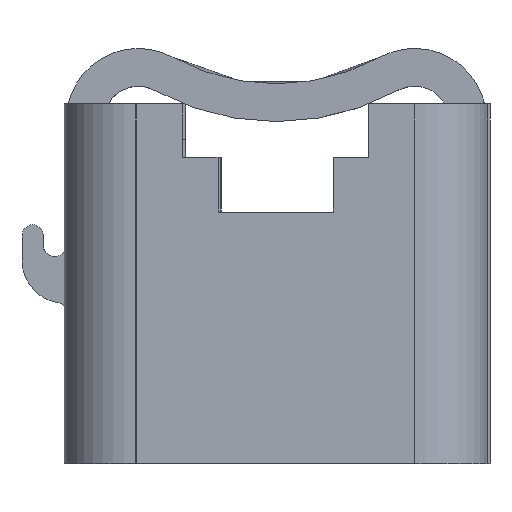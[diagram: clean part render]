
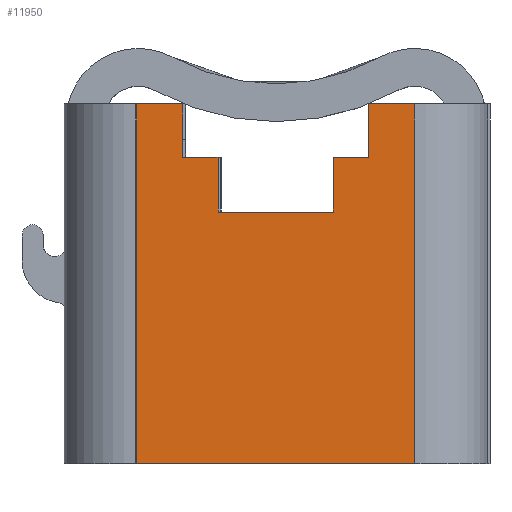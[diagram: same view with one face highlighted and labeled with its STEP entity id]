
A CAD part, left-side view. The second image highlights one B-rep face of the part: STEP entity #11950.
In plain terms, the highlighted face is planar.
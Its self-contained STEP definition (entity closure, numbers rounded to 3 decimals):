
#2330=CARTESIAN_POINT('',(-5.25,-10.,17.3));
#2340=VERTEX_POINT('',#2330);
#2490=CARTESIAN_POINT('',(-3.25,-10.,17.3));
#2500=VERTEX_POINT('',#2490);
#2530=CARTESIAN_POINT('',(0.,-10.,17.3));
#2540=DIRECTION('',(1.,0.,0.));
#2550=VECTOR('',#2540,1.);
#2560=LINE('',#2530,#2550);
#2570=EDGE_CURVE('',#2340,#2500,#2560,.T.);
#4360=CARTESIAN_POINT('',(-5.25,-10.,20.3));
#4370=VERTEX_POINT('',#4360);
#4400=CARTESIAN_POINT('',(0.,-10.,20.3));
#4410=DIRECTION('',(-1.,0.,0.));
#4420=VECTOR('',#4410,1.);
#4430=LINE('',#4400,#4420);
#4440=CARTESIAN_POINT('',(-7.875,-10.,20.3));
#4450=VERTEX_POINT('',#4440);
#4460=EDGE_CURVE('',#4370,#4450,#4430,.T.);
#7400=CARTESIAN_POINT('',(-7.875,-10.,0.));
#7410=VERTEX_POINT('',#7400);
#7530=CARTESIAN_POINT('',(-7.875,-10.,20.3));
#7540=DIRECTION('',(0.,0.,-1.));
#7550=VECTOR('',#7540,1.);
#7560=LINE('',#7530,#7550);
#7570=EDGE_CURVE('',#4450,#7410,#7560,.T.);
#7740=CARTESIAN_POINT('',(7.875,-10.,20.3));
#7750=DIRECTION('',(0.,0.,-1.));
#7760=VECTOR('',#7750,1.);
#7770=LINE('',#7740,#7760);
#7780=CARTESIAN_POINT('',(7.875,-10.,20.3));
#7790=VERTEX_POINT('',#7780);
#7800=CARTESIAN_POINT('',(7.875,-10.,0.));
#7810=VERTEX_POINT('',#7800);
#7820=EDGE_CURVE('',#7790,#7810,#7770,.T.);
#8250=CARTESIAN_POINT('',(5.25,-10.,20.3));
#8260=VERTEX_POINT('',#8250);
#8380=CARTESIAN_POINT('',(0.,-10.,20.3));
#8390=DIRECTION('',(-1.,0.,0.));
#8400=VECTOR('',#8390,1.);
#8410=LINE('',#8380,#8400);
#8420=EDGE_CURVE('',#7790,#8260,#8410,.T.);
#11330=CARTESIAN_POINT('',(-8.,-10.,20.3));
#11340=DIRECTION('',(0.,1.,0.));
#11350=DIRECTION('',(0.,0.,1.));
#11360=AXIS2_PLACEMENT_3D('',#11330,#11340,#11350);
#11370=PLANE('',#11360);
#11380=ORIENTED_EDGE('',*,*,#4460,.T.);
#11390=CARTESIAN_POINT('',(-5.25,-10.,17.3));
#11400=DIRECTION('',(0.,0.,1.));
#11410=VECTOR('',#11400,1.);
#11420=LINE('',#11390,#11410);
#11430=EDGE_CURVE('',#2340,#4370,#11420,.T.);
#11440=ORIENTED_EDGE('',*,*,#11430,.T.);
#11450=ORIENTED_EDGE('',*,*,#2570,.F.);
#11460=CARTESIAN_POINT('',(-3.25,-10.,14.2));
#11470=DIRECTION('',(0.,0.,1.));
#11480=VECTOR('',#11470,1.);
#11490=LINE('',#11460,#11480);
#11500=CARTESIAN_POINT('',(-3.25,-10.,14.2));
#11510=VERTEX_POINT('',#11500);
#11520=EDGE_CURVE('',#11510,#2500,#11490,.T.);
#11530=ORIENTED_EDGE('',*,*,#11520,.T.);
#11540=CARTESIAN_POINT('',(0.,-10.,14.2));
#11550=DIRECTION('',(1.,0.,0.));
#11560=VECTOR('',#11550,1.);
#11570=LINE('',#11540,#11560);
#11580=CARTESIAN_POINT('',(3.25,-10.,14.2));
#11590=VERTEX_POINT('',#11580);
#11600=EDGE_CURVE('',#11510,#11590,#11570,.T.);
#11610=ORIENTED_EDGE('',*,*,#11600,.F.);
#11620=CARTESIAN_POINT('',(3.25,-10.,14.2));
#11630=DIRECTION('',(0.,0.,1.));
#11640=VECTOR('',#11630,1.);
#11650=LINE('',#11620,#11640);
#11660=CARTESIAN_POINT('',(3.25,-10.,17.3));
#11670=VERTEX_POINT('',#11660);
#11680=EDGE_CURVE('',#11590,#11670,#11650,.T.);
#11690=ORIENTED_EDGE('',*,*,#11680,.F.);
#11700=CARTESIAN_POINT('',(0.,-10.,17.3));
#11710=DIRECTION('',(1.,0.,0.));
#11720=VECTOR('',#11710,1.);
#11730=LINE('',#11700,#11720);
#11740=CARTESIAN_POINT('',(5.25,-10.,17.3));
#11750=VERTEX_POINT('',#11740);
#11760=EDGE_CURVE('',#11670,#11750,#11730,.T.);
#11770=ORIENTED_EDGE('',*,*,#11760,.F.);
#11780=CARTESIAN_POINT('',(5.25,-10.,17.3));
#11790=DIRECTION('',(0.,0.,1.));
#11800=VECTOR('',#11790,1.);
#11810=LINE('',#11780,#11800);
#11820=EDGE_CURVE('',#11750,#8260,#11810,.T.);
#11830=ORIENTED_EDGE('',*,*,#11820,.F.);
#11840=ORIENTED_EDGE('',*,*,#8420,.T.);
#11850=ORIENTED_EDGE('',*,*,#7820,.F.);
#11860=CARTESIAN_POINT('',(0.,-10.,0.));
#11870=DIRECTION('',(1.,0.,0.));
#11880=VECTOR('',#11870,1.);
#11890=LINE('',#11860,#11880);
#11900=EDGE_CURVE('',#7410,#7810,#11890,.T.);
#11910=ORIENTED_EDGE('',*,*,#11900,.T.);
#11920=ORIENTED_EDGE('',*,*,#7570,.T.);
#11930=EDGE_LOOP('',(#11920,#11910,#11850,#11840,#11830,#11770,#11690,
#11610,#11530,#11450,#11440,#11380));
#11940=FACE_OUTER_BOUND('',#11930,.T.);
#11950=ADVANCED_FACE('',(#11940),#11370,.F.);
